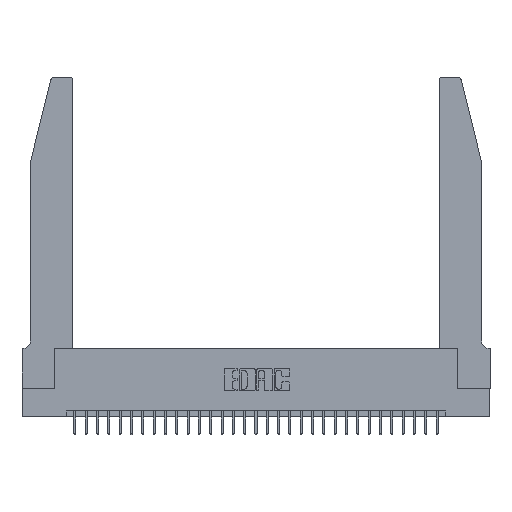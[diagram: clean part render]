
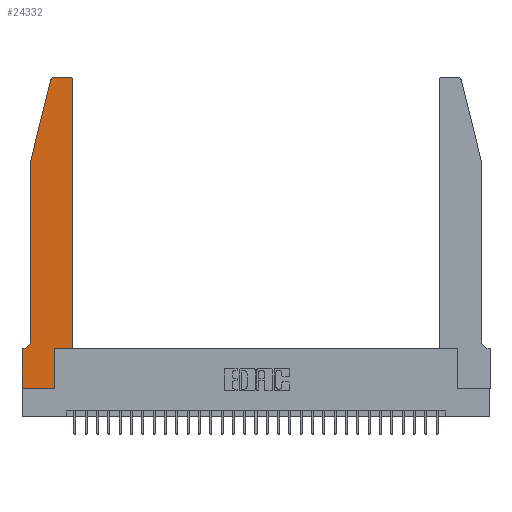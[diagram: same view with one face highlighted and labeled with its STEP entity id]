
A CAD part, top view. The second image highlights one B-rep face of the part: STEP entity #24332.
In plain terms, the highlighted planar face has unit normal (0, 0, 1).
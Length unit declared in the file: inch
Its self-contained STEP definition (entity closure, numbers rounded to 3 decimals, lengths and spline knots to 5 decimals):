
#158 = DIRECTION ( 'NONE',  ( 1., 0., 0. ) ) ;
#507 = CARTESIAN_POINT ( 'NONE',  ( 0., 0., 0.37 ) ) ;
#589 = CARTESIAN_POINT ( 'NONE',  ( 0.4505, 0.35, 0.37 ) ) ;
#695 = CARTESIAN_POINT ( 'NONE',  ( 0.0755, 0.35, 0.37 ) ) ;
#1369 = VERTEX_POINT ( 'NONE', #30482 ) ;
#1526 = LINE ( 'NONE', #589, #5029 ) ;
#2544 = ORIENTED_EDGE ( 'NONE', *, *, #7195, .T. ) ;
#2980 = VERTEX_POINT ( 'NONE', #11925 ) ;
#3339 = DIRECTION ( 'NONE',  ( 1., 0., 0. ) ) ;
#3675 = CARTESIAN_POINT ( 'NONE',  ( 0.2865, 0.35, 0.37 ) ) ;
#3852 = EDGE_CURVE ( 'NONE', #1369, #4734, #22027, .T. ) ;
#4464 = DIRECTION ( 'NONE',  ( 0., 0., -1. ) ) ;
#4734 = VERTEX_POINT ( 'NONE', #26610 ) ;
#4826 = AXIS2_PLACEMENT_3D ( 'NONE', #5935, #30368, #15987 ) ;
#5029 = VECTOR ( 'NONE', #3339, 39.37008 ) ;
#5038 = VERTEX_POINT ( 'NONE', #23078 ) ;
#5109 = ORIENTED_EDGE ( 'NONE', *, *, #22820, .T. ) ;
#5935 = CARTESIAN_POINT ( 'NONE',  ( 0.4205, 2.72, 0.37 ) ) ;
#6208 = EDGE_LOOP ( 'NONE', ( #30863, #5109, #22724, #2544, #15895, #22376, #29740, #30148, #14559, #28440, #14538, #15490 ) ) ;
#6519 = CARTESIAN_POINT ( 'NONE',  ( 0.0055, 0.42, 0.37 ) ) ;
#7195 = EDGE_CURVE ( 'NONE', #27879, #31421, #15326, .T. ) ;
#7767 = CARTESIAN_POINT ( 'NONE',  ( 0., 0.35, 0.37 ) ) ;
#8229 = DIRECTION ( 'NONE',  ( 0., 1., 0. ) ) ;
#8386 = EDGE_CURVE ( 'NONE', #16912, #5038, #24465, .T. ) ;
#8493 = LINE ( 'NONE', #695, #26979 ) ;
#8549 = CARTESIAN_POINT ( 'NONE',  ( 0.2605, 2.75, 0.37 ) ) ;
#8744 = VECTOR ( 'NONE', #13096, 39.37008 ) ;
#8990 = CARTESIAN_POINT ( 'NONE',  ( 0.0755, 2., 0.37 ) ) ;
#9082 = DIRECTION ( 'NONE',  ( 0., -1., 0. ) ) ;
#9632 = DIRECTION ( 'NONE',  ( 0., 0., 1. ) ) ;
#9965 = DIRECTION ( 'NONE',  ( 1., 0., 0. ) ) ;
#9977 = VERTEX_POINT ( 'NONE', #20034 ) ;
#10073 = AXIS2_PLACEMENT_3D ( 'NONE', #22188, #9632, #9965 ) ;
#10796 = DIRECTION ( 'NONE',  ( -1., 0., 0. ) ) ;
#11366 = CARTESIAN_POINT ( 'NONE',  ( 0.0055, 0.35, 0.37 ) ) ;
#11925 = CARTESIAN_POINT ( 'NONE',  ( 0., 0.35, 0.37 ) ) ;
#12134 = CIRCLE ( 'NONE', #10073, 0.03 ) ;
#12424 = PLANE ( 'NONE',  #30694 ) ;
#12555 = LINE ( 'NONE', #507, #8744 ) ;
#12731 = CARTESIAN_POINT ( 'NONE',  ( 0.25487, 2.72718, 0.37 ) ) ;
#12835 = EDGE_CURVE ( 'NONE', #4734, #9977, #24283, .T. ) ;
#13009 = CARTESIAN_POINT ( 'NONE',  ( 0.4505, 0.35, 0.37 ) ) ;
#13096 = DIRECTION ( 'NONE',  ( 0., -1., 0. ) ) ;
#14538 = ORIENTED_EDGE ( 'NONE', *, *, #23727, .T. ) ;
#14559 = ORIENTED_EDGE ( 'NONE', *, *, #12835, .T. ) ;
#14635 = CARTESIAN_POINT ( 'NONE',  ( 0.284, 2.75, 0.37 ) ) ;
#15152 = VECTOR ( 'NONE', #8229, 39.37008 ) ;
#15326 = LINE ( 'NONE', #26150, #27967 ) ;
#15490 = ORIENTED_EDGE ( 'NONE', *, *, #8386, .T. ) ;
#15569 = VECTOR ( 'NONE', #28211, 39.37008 ) ;
#15895 = ORIENTED_EDGE ( 'NONE', *, *, #17999, .T. ) ;
#15987 = DIRECTION ( 'NONE',  ( 1., 0., 0. ) ) ;
#16688 = LINE ( 'NONE', #20401, #15152 ) ;
#16912 = VERTEX_POINT ( 'NONE', #22248 ) ;
#17151 = CARTESIAN_POINT ( 'NONE',  ( 0.0755, 0.42, 0.37 ) ) ;
#17228 = VERTEX_POINT ( 'NONE', #13009 ) ;
#17999 = EDGE_CURVE ( 'NONE', #31421, #22559, #24687, .T. ) ;
#18139 = FACE_OUTER_BOUND ( 'NONE', #6208, .T. ) ;
#18158 = VECTOR ( 'NONE', #28690, 39.37008 ) ;
#18387 = EDGE_CURVE ( 'NONE', #9977, #17228, #1526, .T. ) ;
#18396 = EDGE_CURVE ( 'NONE', #22559, #2980, #8493, .T. ) ;
#18656 = VECTOR ( 'NONE', #18997, 39.37008 ) ;
#18930 = VECTOR ( 'NONE', #28415, 39.37008 ) ;
#18997 = DIRECTION ( 'NONE',  ( -0.239, -0.971, 0. ) ) ;
#20034 = CARTESIAN_POINT ( 'NONE',  ( 0.2865, 0.35, 0.37 ) ) ;
#20401 = CARTESIAN_POINT ( 'NONE',  ( 0.4505, 0.35, 0.37 ) ) ;
#20572 = LINE ( 'NONE', #8549, #15569 ) ;
#21084 = AXIS2_PLACEMENT_3D ( 'NONE', #6519, #4464, #23728 ) ;
#22027 = LINE ( 'NONE', #26327, #18158 ) ;
#22188 = CARTESIAN_POINT ( 'NONE',  ( 0.284, 2.72, 0.37 ) ) ;
#22248 = CARTESIAN_POINT ( 'NONE',  ( 0.4505, 2.72, 0.37 ) ) ;
#22376 = ORIENTED_EDGE ( 'NONE', *, *, #18396, .T. ) ;
#22559 = VERTEX_POINT ( 'NONE', #11366 ) ;
#22724 = ORIENTED_EDGE ( 'NONE', *, *, #29193, .T. ) ;
#22820 = EDGE_CURVE ( 'NONE', #23505, #24395, #12134, .T. ) ;
#23078 = CARTESIAN_POINT ( 'NONE',  ( 0.4205, 2.75, 0.37 ) ) ;
#23505 = VERTEX_POINT ( 'NONE', #14635 ) ;
#23727 = EDGE_CURVE ( 'NONE', #17228, #16912, #16688, .T. ) ;
#23728 = DIRECTION ( 'NONE',  ( -1., 0., 0. ) ) ;
#24283 = LINE ( 'NONE', #3675, #18930 ) ;
#24332 = ADVANCED_FACE ( 'NONE', ( #18139 ), #12424, .T. ) ;
#24395 = VERTEX_POINT ( 'NONE', #12731 ) ;
#24465 = CIRCLE ( 'NONE', #4826, 0.03 ) ;
#24687 = CIRCLE ( 'NONE', #21084, 0.07 ) ;
#25056 = DIRECTION ( 'NONE',  ( 0., 0., 1. ) ) ;
#25275 = CARTESIAN_POINT ( 'NONE',  ( 0.0755, 2., 0.37 ) ) ;
#26150 = CARTESIAN_POINT ( 'NONE',  ( 0.0755, 2., 0.37 ) ) ;
#26327 = CARTESIAN_POINT ( 'NONE',  ( 0., 0., 0.37 ) ) ;
#26610 = CARTESIAN_POINT ( 'NONE',  ( 0.2865, 0., 0.37 ) ) ;
#26979 = VECTOR ( 'NONE', #10796, 39.37008 ) ;
#27121 = EDGE_CURVE ( 'NONE', #2980, #1369, #12555, .T. ) ;
#27879 = VERTEX_POINT ( 'NONE', #25275 ) ;
#27967 = VECTOR ( 'NONE', #9082, 39.37008 ) ;
#28211 = DIRECTION ( 'NONE',  ( -1., 0., 0. ) ) ;
#28415 = DIRECTION ( 'NONE',  ( 0., 1., 0. ) ) ;
#28440 = ORIENTED_EDGE ( 'NONE', *, *, #18387, .T. ) ;
#28639 = LINE ( 'NONE', #8990, #18656 ) ;
#28690 = DIRECTION ( 'NONE',  ( 1., 0., 0. ) ) ;
#29149 = EDGE_CURVE ( 'NONE', #5038, #23505, #20572, .T. ) ;
#29193 = EDGE_CURVE ( 'NONE', #24395, #27879, #28639, .T. ) ;
#29740 = ORIENTED_EDGE ( 'NONE', *, *, #27121, .T. ) ;
#30148 = ORIENTED_EDGE ( 'NONE', *, *, #3852, .T. ) ;
#30368 = DIRECTION ( 'NONE',  ( 0., 0., 1. ) ) ;
#30482 = CARTESIAN_POINT ( 'NONE',  ( 0., 0., 0.37 ) ) ;
#30694 = AXIS2_PLACEMENT_3D ( 'NONE', #7767, #25056, #158 ) ;
#30863 = ORIENTED_EDGE ( 'NONE', *, *, #29149, .T. ) ;
#31421 = VERTEX_POINT ( 'NONE', #17151 ) ;
